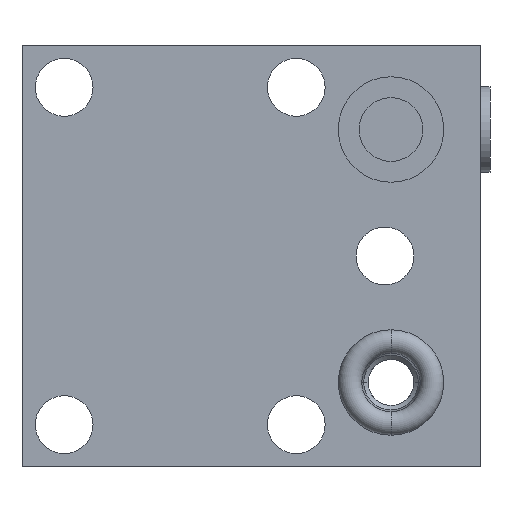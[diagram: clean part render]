
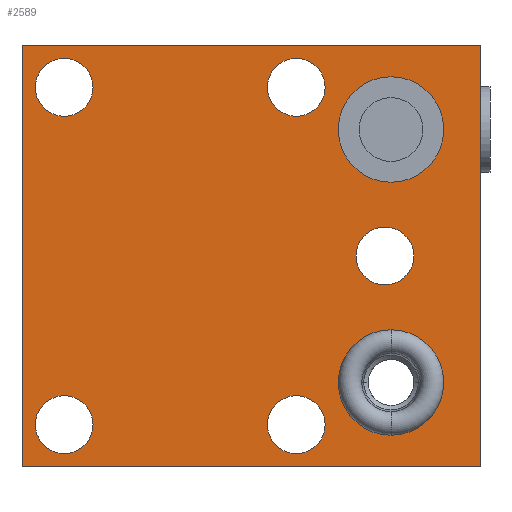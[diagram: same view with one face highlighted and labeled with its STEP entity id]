
A CAD part, left-side view. The second image highlights one B-rep face of the part: STEP entity #2589.
In plain terms, the highlighted planar face has unit normal (-1, 0, 0).
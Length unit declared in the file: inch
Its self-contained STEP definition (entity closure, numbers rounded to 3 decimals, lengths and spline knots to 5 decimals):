
#775=DIRECTION('',(0.,-1.,0.));
#776=VECTOR('',#775,2.72);
#777=CARTESIAN_POINT('',(-1.25,0.938,1.25));
#778=LINE('',#777,#776);
#782=DIRECTION('',(0.,0.,-1.));
#783=VECTOR('',#782,2.5);
#784=CARTESIAN_POINT('',(-1.25,-1.782,1.25));
#785=LINE('',#784,#783);
#789=DIRECTION('',(0.,1.,0.));
#790=VECTOR('',#789,2.72);
#791=CARTESIAN_POINT('',(-1.25,-1.782,-1.25));
#792=LINE('',#791,#790);
#796=DIRECTION('',(0.,0.,1.));
#797=VECTOR('',#796,2.5);
#798=CARTESIAN_POINT('',(-1.25,0.938,-1.25));
#799=LINE('',#798,#797);
#803=CARTESIAN_POINT('',(-1.25,0.688,1.));
#804=DIRECTION('',(-1.,0.,0.));
#805=DIRECTION('',(0.,-1.,0.));
#806=AXIS2_PLACEMENT_3D('',#803,#804,#805);
#811=CARTESIAN_POINT('',(-1.25,0.688,1.));
#812=DIRECTION('',(-1.,0.,0.));
#813=DIRECTION('',(0.,1.,0.));
#814=AXIS2_PLACEMENT_3D('',#811,#812,#813);
#819=CARTESIAN_POINT('',(-1.25,0.688,-1.));
#820=DIRECTION('',(-1.,0.,0.));
#821=DIRECTION('',(0.,-1.,0.));
#822=AXIS2_PLACEMENT_3D('',#819,#820,#821);
#827=CARTESIAN_POINT('',(-1.25,0.688,-1.));
#828=DIRECTION('',(-1.,0.,0.));
#829=DIRECTION('',(0.,1.,0.));
#830=AXIS2_PLACEMENT_3D('',#827,#828,#829);
#835=CARTESIAN_POINT('',(-1.25,-0.688,1.));
#836=DIRECTION('',(-1.,0.,0.));
#837=DIRECTION('',(0.,-1.,0.));
#838=AXIS2_PLACEMENT_3D('',#835,#836,#837);
#843=CARTESIAN_POINT('',(-1.25,-0.688,1.));
#844=DIRECTION('',(-1.,0.,0.));
#845=DIRECTION('',(0.,1.,0.));
#846=AXIS2_PLACEMENT_3D('',#843,#844,#845);
#851=CARTESIAN_POINT('',(-1.25,-0.688,-1.));
#852=DIRECTION('',(-1.,0.,0.));
#853=DIRECTION('',(0.,-1.,0.));
#854=AXIS2_PLACEMENT_3D('',#851,#852,#853);
#859=CARTESIAN_POINT('',(-1.25,-0.688,-1.));
#860=DIRECTION('',(-1.,0.,0.));
#861=DIRECTION('',(0.,1.,0.));
#862=AXIS2_PLACEMENT_3D('',#859,#860,#861);
#867=CARTESIAN_POINT('',(-1.25,-1.214,0.));
#868=DIRECTION('',(-1.,0.,0.));
#869=DIRECTION('',(0.,-1.,0.));
#870=AXIS2_PLACEMENT_3D('',#867,#868,#869);
#875=CARTESIAN_POINT('',(-1.25,-1.214,0.));
#876=DIRECTION('',(-1.,0.,0.));
#877=DIRECTION('',(0.,1.,0.));
#878=AXIS2_PLACEMENT_3D('',#875,#876,#877);
#883=CARTESIAN_POINT('',(-1.25,-1.25,0.75));
#884=DIRECTION('',(1.,0.,0.));
#885=DIRECTION('',(0.,1.,0.));
#886=AXIS2_PLACEMENT_3D('',#883,#884,#885);
#891=CARTESIAN_POINT('',(-1.25,-1.25,0.75));
#892=DIRECTION('',(1.,0.,0.));
#893=DIRECTION('',(0.,-1.,0.));
#894=AXIS2_PLACEMENT_3D('',#891,#892,#893);
#899=CARTESIAN_POINT('',(-1.25,-1.25,-0.75));
#900=DIRECTION('',(1.,0.,0.));
#901=DIRECTION('',(0.,1.,0.));
#902=AXIS2_PLACEMENT_3D('',#899,#900,#901);
#907=CARTESIAN_POINT('',(-1.25,-1.25,-0.75));
#908=DIRECTION('',(1.,0.,0.));
#909=DIRECTION('',(0.,-1.,0.));
#910=AXIS2_PLACEMENT_3D('',#907,#908,#909);
#1682=CARTESIAN_POINT('',(-1.25,0.938,1.25));
#1683=CARTESIAN_POINT('',(-1.25,-1.782,1.25));
#1684=VERTEX_POINT('',#1682);
#1685=VERTEX_POINT('',#1683);
#1686=CARTESIAN_POINT('',(-1.25,-1.782,-1.25));
#1687=VERTEX_POINT('',#1686);
#1688=CARTESIAN_POINT('',(-1.25,0.938,-1.25));
#1689=VERTEX_POINT('',#1688);
#1710=CARTESIAN_POINT('',(-1.25,0.5165,1.));
#1711=CARTESIAN_POINT('',(-1.25,0.8595,1.));
#1712=VERTEX_POINT('',#1710);
#1713=VERTEX_POINT('',#1711);
#1722=CARTESIAN_POINT('',(-1.25,-0.9375,0.75));
#1723=CARTESIAN_POINT('',(-1.25,-1.5625,0.75));
#1724=VERTEX_POINT('',#1722);
#1725=VERTEX_POINT('',#1723);
#1730=CARTESIAN_POINT('',(-1.25,-0.9375,-0.75));
#1731=CARTESIAN_POINT('',(-1.25,-1.5625,-0.75));
#1732=VERTEX_POINT('',#1730);
#1733=VERTEX_POINT('',#1731);
#1848=CARTESIAN_POINT('',(-1.25,0.5165,-1.));
#1849=CARTESIAN_POINT('',(-1.25,0.8595,-1.));
#1850=VERTEX_POINT('',#1848);
#1851=VERTEX_POINT('',#1849);
#1856=CARTESIAN_POINT('',(-1.25,-0.8595,1.));
#1857=CARTESIAN_POINT('',(-1.25,-0.5165,1.));
#1858=VERTEX_POINT('',#1856);
#1859=VERTEX_POINT('',#1857);
#1864=CARTESIAN_POINT('',(-1.25,-0.8595,-1.));
#1865=CARTESIAN_POINT('',(-1.25,-0.5165,-1.));
#1866=VERTEX_POINT('',#1864);
#1867=VERTEX_POINT('',#1865);
#1872=CARTESIAN_POINT('',(-1.25,-1.3855,0.));
#1873=CARTESIAN_POINT('',(-1.25,-1.0425,0.));
#1874=VERTEX_POINT('',#1872);
#1875=VERTEX_POINT('',#1873);
#2534=CARTESIAN_POINT('',(-1.25,0.,0.));
#2535=DIRECTION('',(1.,0.,0.));
#2536=DIRECTION('',(0.,0.,-1.));
#2537=AXIS2_PLACEMENT_3D('',#2534,#2535,#2536);
#2538=PLANE('',#2537);
#2539=ORIENTED_EDGE('',*,*,#2527,.T.);
#2540=ORIENTED_EDGE('',*,*,#1971,.T.);
#2542=ORIENTED_EDGE('',*,*,#2541,.T.);
#2544=ORIENTED_EDGE('',*,*,#2543,.T.);
#2545=EDGE_LOOP('',(#2539,#2540,#2542,#2544));
#2546=FACE_OUTER_BOUND('',#2545,.F.);
#2548=ORIENTED_EDGE('',*,*,#2547,.T.);
#2550=ORIENTED_EDGE('',*,*,#2549,.T.);
#2551=EDGE_LOOP('',(#2548,#2550));
#2552=FACE_BOUND('',#2551,.F.);
#2554=ORIENTED_EDGE('',*,*,#2553,.T.);
#2556=ORIENTED_EDGE('',*,*,#2555,.T.);
#2557=EDGE_LOOP('',(#2554,#2556));
#2558=FACE_BOUND('',#2557,.F.);
#2560=ORIENTED_EDGE('',*,*,#2559,.T.);
#2562=ORIENTED_EDGE('',*,*,#2561,.T.);
#2563=EDGE_LOOP('',(#2560,#2562));
#2564=FACE_BOUND('',#2563,.F.);
#2566=ORIENTED_EDGE('',*,*,#2565,.T.);
#2568=ORIENTED_EDGE('',*,*,#2567,.T.);
#2569=EDGE_LOOP('',(#2566,#2568));
#2570=FACE_BOUND('',#2569,.F.);
#2572=ORIENTED_EDGE('',*,*,#2571,.T.);
#2574=ORIENTED_EDGE('',*,*,#2573,.T.);
#2575=EDGE_LOOP('',(#2572,#2574));
#2576=FACE_BOUND('',#2575,.F.);
#2578=ORIENTED_EDGE('',*,*,#2577,.F.);
#2580=ORIENTED_EDGE('',*,*,#2579,.F.);
#2581=EDGE_LOOP('',(#2578,#2580));
#2582=FACE_BOUND('',#2581,.F.);
#2584=ORIENTED_EDGE('',*,*,#2583,.F.);
#2586=ORIENTED_EDGE('',*,*,#2585,.F.);
#2587=EDGE_LOOP('',(#2584,#2586));
#2588=FACE_BOUND('',#2587,.F.);
#807=CIRCLE('',#806,0.1715);
#815=CIRCLE('',#814,0.1715);
#823=CIRCLE('',#822,0.1715);
#831=CIRCLE('',#830,0.1715);
#839=CIRCLE('',#838,0.1715);
#847=CIRCLE('',#846,0.1715);
#855=CIRCLE('',#854,0.1715);
#863=CIRCLE('',#862,0.1715);
#871=CIRCLE('',#870,0.1715);
#879=CIRCLE('',#878,0.1715);
#887=CIRCLE('',#886,0.3125);
#895=CIRCLE('',#894,0.3125);
#903=CIRCLE('',#902,0.3125);
#911=CIRCLE('',#910,0.3125);
#1971=EDGE_CURVE('',#1685,#1687,#785,.T.);
#2527=EDGE_CURVE('',#1684,#1685,#778,.T.);
#2541=EDGE_CURVE('',#1687,#1689,#792,.T.);
#2543=EDGE_CURVE('',#1689,#1684,#799,.T.);
#2547=EDGE_CURVE('',#1712,#1713,#807,.T.);
#2549=EDGE_CURVE('',#1713,#1712,#815,.T.);
#2553=EDGE_CURVE('',#1850,#1851,#823,.T.);
#2555=EDGE_CURVE('',#1851,#1850,#831,.T.);
#2559=EDGE_CURVE('',#1858,#1859,#839,.T.);
#2561=EDGE_CURVE('',#1859,#1858,#847,.T.);
#2565=EDGE_CURVE('',#1866,#1867,#855,.T.);
#2567=EDGE_CURVE('',#1867,#1866,#863,.T.);
#2571=EDGE_CURVE('',#1874,#1875,#871,.T.);
#2573=EDGE_CURVE('',#1875,#1874,#879,.T.);
#2577=EDGE_CURVE('',#1724,#1725,#887,.T.);
#2579=EDGE_CURVE('',#1725,#1724,#895,.T.);
#2583=EDGE_CURVE('',#1732,#1733,#903,.T.);
#2585=EDGE_CURVE('',#1733,#1732,#911,.T.);
#2589=ADVANCED_FACE('',(#2546,#2552,#2558,#2564,#2570,#2576,#2582,#2588),#2538,
.F.);
